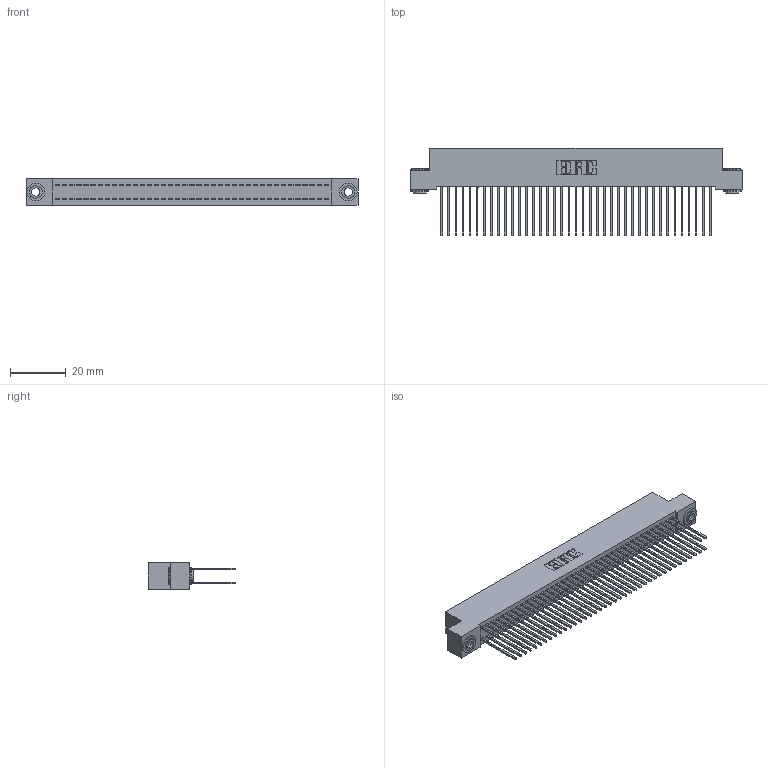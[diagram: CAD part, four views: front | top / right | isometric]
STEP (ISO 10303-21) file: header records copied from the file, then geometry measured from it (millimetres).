
FILE_DESCRIPTION (( 'STEP AP203' ), '1' );
FILE_NAME ('342-078-542-203.STEP', '2019-10-04T11:13:45', ( '' ), ( '' ), 'SwSTEP 2.0', 'SolidWorks 2016', '' );
FILE_SCHEMA (( 'CONFIG_CONTROL_DESIGN' ));
Length unit declared in the file: inch
Products named in the file (4): 342 Part_.156 TH; 345-292-001_345-293-142; 342-250-002_345-250-002-102; 342-078-542-203
Assembly tree (81 placements, depth 2):
  342-078-542-203
    342 Part_.156 TH
    345-292-001_345-293-142  x78
    342-250-002_345-250-002-102  x2
Bounding box: 119.38 x 31.63 x 9.4 mm (x, y, z)
Volume: 11098.5 mm3; surface area: 19837.5 mm2
Topology: 81 solids, 81 shells, 4204 faces, 12465 edges, 8202 vertices
Faces by surface type: plane 2884, cylinder 1312, cone 8
Entity records: 26014 total; most frequent: CARTESIAN_POINT 4289, ORIENTED_EDGE 4218, DIRECTION 3703, EDGE_CURVE 2109, LINE 1957, VECTOR 1957, VERTEX_POINT 1402, AXIS2_PLACEMENT_3D 873
